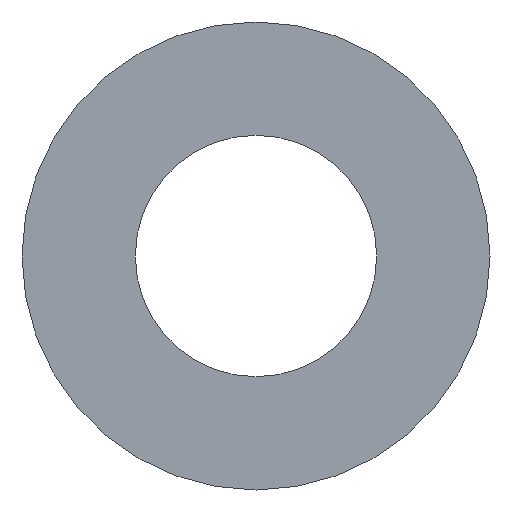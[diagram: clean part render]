
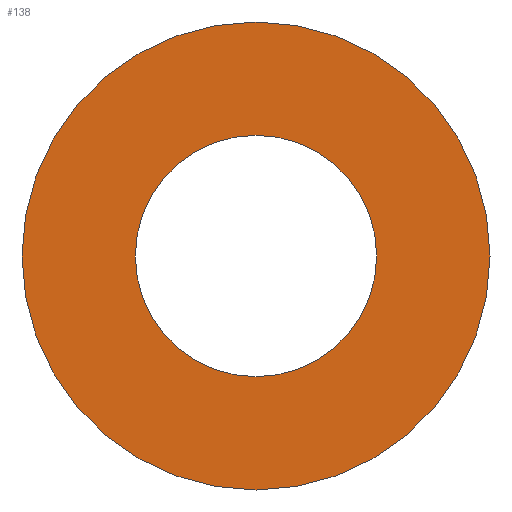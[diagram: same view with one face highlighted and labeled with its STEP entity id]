
A CAD part, front view. The second image highlights one B-rep face of the part: STEP entity #138.
In plain terms, the highlighted planar face has unit normal (0, -1, 0).
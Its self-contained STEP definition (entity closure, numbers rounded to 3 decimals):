
#11 = VERTEX_POINT ( 'NONE', #76 ) ;
#34 = CARTESIAN_POINT ( 'NONE',  ( 0., 0., -8.25 ) ) ;
#35 = CARTESIAN_POINT ( 'NONE',  ( 0., 0., 8.25 ) ) ;
#36 = DIRECTION ( 'NONE',  ( 0., 0., -1. ) ) ;
#37 = DIRECTION ( 'NONE',  ( 0., 0., -1. ) ) ;
#38 = DIRECTION ( 'NONE',  ( 0., -1., 0. ) ) ;
#39 = CARTESIAN_POINT ( 'NONE',  ( 0., 0., 0. ) ) ;
#40 = AXIS2_PLACEMENT_3D ( 'NONE', #39, #38, #37 ) ;
#41 = CIRCLE ( 'NONE', #40, 16. ) ;
#42 = DIRECTION ( 'NONE',  ( 0., 0., -1. ) ) ;
#43 = DIRECTION ( 'NONE',  ( 0., -1., 0. ) ) ;
#44 = DIRECTION ( 'NONE',  ( 0., -1., 0. ) ) ;
#45 = CARTESIAN_POINT ( 'NONE',  ( 0., 0., 0. ) ) ;
#46 = FACE_BOUND ( 'NONE', #172, .T. ) ;
#52 = AXIS2_PLACEMENT_3D ( 'NONE', #45, #44, #36 ) ;
#53 = PLANE ( 'NONE',  #64 ) ;
#54 = FACE_OUTER_BOUND ( 'NONE', #183, .T. ) ;
#56 = CARTESIAN_POINT ( 'NONE',  ( 16., 0., 0. ) ) ;
#57 = CIRCLE ( 'NONE', #52, 8.25 ) ;
#60 = DIRECTION ( 'NONE',  ( 0., 0., -1. ) ) ;
#61 = DIRECTION ( 'NONE',  ( 0., -1., 0. ) ) ;
#62 = CARTESIAN_POINT ( 'NONE',  ( 0., 0., 0. ) ) ;
#63 = CIRCLE ( 'NONE', #65, 16. ) ;
#64 = AXIS2_PLACEMENT_3D ( 'NONE', #56, #43, #42 ) ;
#65 = AXIS2_PLACEMENT_3D ( 'NONE', #62, #61, #60 ) ;
#76 = CARTESIAN_POINT ( 'NONE',  ( 0., 0., -16. ) ) ;
#129 = EDGE_CURVE ( 'NONE', #11, #162, #63, .T. ) ;
#137 = ORIENTED_EDGE ( 'NONE', *, *, #129, .T. ) ;
#138 = ADVANCED_FACE ( 'NONE', ( #54, #46 ), #53, .T. ) ;
#139 = EDGE_CURVE ( 'NONE', #162, #11, #41, .T. ) ;
#148 = VERTEX_POINT ( 'NONE', #35 ) ;
#149 = VERTEX_POINT ( 'NONE', #34 ) ;
#150 = EDGE_CURVE ( 'NONE', #148, #149, #57, .T. ) ;
#151 = ORIENTED_EDGE ( 'NONE', *, *, #139, .T. ) ;
#153 = ORIENTED_EDGE ( 'NONE', *, *, #150, .F. ) ;
#162 = VERTEX_POINT ( 'NONE', #260 ) ;
#170 = EDGE_CURVE ( 'NONE', #149, #148, #214, .T. ) ;
#172 = EDGE_LOOP ( 'NONE', ( #173, #153 ) ) ;
#173 = ORIENTED_EDGE ( 'NONE', *, *, #170, .F. ) ;
#183 = EDGE_LOOP ( 'NONE', ( #137, #151 ) ) ;
#210 = DIRECTION ( 'NONE',  ( 0., 0., -1. ) ) ;
#211 = DIRECTION ( 'NONE',  ( 0., -1., 0. ) ) ;
#212 = CARTESIAN_POINT ( 'NONE',  ( 0., 0., 0. ) ) ;
#213 = AXIS2_PLACEMENT_3D ( 'NONE', #212, #211, #210 ) ;
#214 = CIRCLE ( 'NONE', #213, 8.25 ) ;
#260 = CARTESIAN_POINT ( 'NONE',  ( 0., 0., 16. ) ) ;
